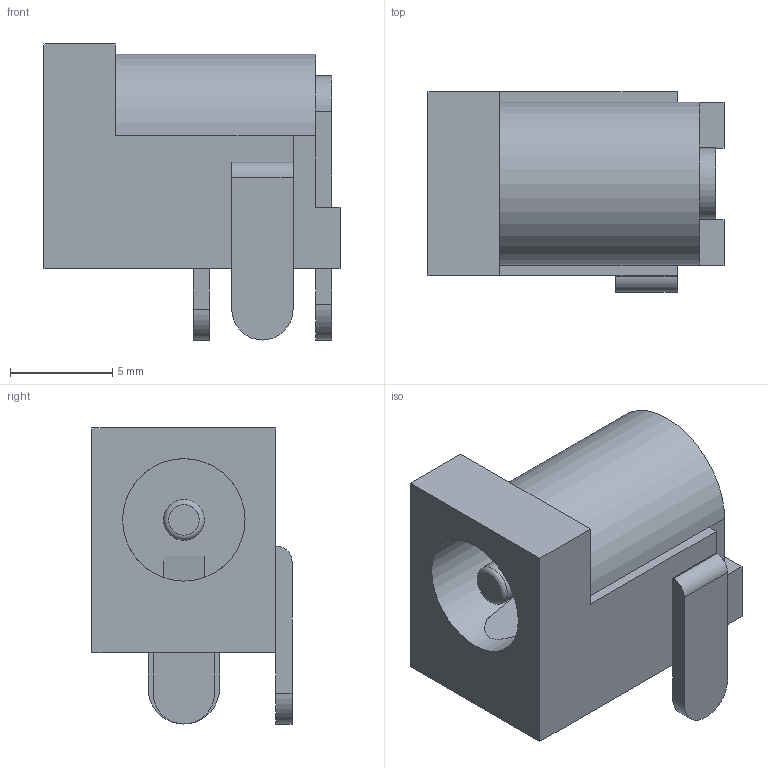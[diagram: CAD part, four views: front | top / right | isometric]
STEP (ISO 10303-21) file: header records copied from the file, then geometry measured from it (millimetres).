
FILE_DESCRIPTION(('for SolidWorks'),'2;1');
FILE_NAME('4840-2211.step', '2016-08-25T13:52:36',('Serg'),(''),'Open CASCADE STEP processor 6.6', 'DipTrace','Unknown');
FILE_SCHEMA(('AUTOMOTIVE_DESIGN { 1 0 10303 214 1 1 1 1 }'));
Length unit declared in the file: millimetre
Products named in the file (2): ASSEMBLY; 4840-2211
Assembly tree (1 placements, depth 2):
  ASSEMBLY
    4840-2211
Bounding box: 14.5 x 9.8 x 14.5 mm (x, y, z)
Volume: 950.3 mm3; surface area: 1104.2 mm2
Topology: 1 solids, 1 shells, 51 faces, 130 edges, 84 vertices
Faces by surface type: plane 42, cylinder 8, torus 1
Full cylindrical faces by diameter (mm): 2 x1, 6 x1
Entity records: 1909 total; most frequent: CARTESIAN_POINT 267, ORIENTED_EDGE 260, DIRECTION 257, EDGE_CURVE 130, LINE 109, VECTOR 109, VERTEX_POINT 84, AXIS2_PLACEMENT_3D 74
